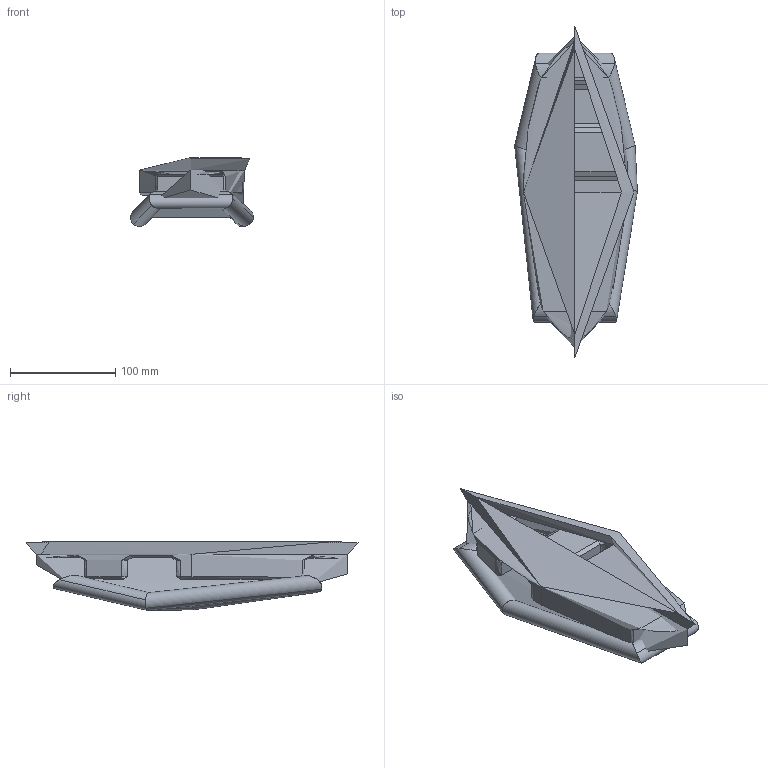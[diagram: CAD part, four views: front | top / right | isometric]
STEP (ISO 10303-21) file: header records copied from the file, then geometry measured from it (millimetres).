
FILE_DESCRIPTION(('FreeCAD Model'),'2;1');
FILE_NAME('Open CASCADE Shape Model','2025-05-05T10:51:48',('FreeCAD'),( 'FreeCAD'),'Open CASCADE STEP processor 7.6','FreeCAD','Unknown');
FILE_SCHEMA(('AUTOMOTIVE_DESIGN { 1 0 10303 214 1 1 1 1 }'));
Length unit declared in the file: millimetre
Products named in the file (1): Open CASCADE STEP translator 7.6 1
Bounding box: 116.45 x 314.9 x 65.41 mm (x, y, z)
Volume: 930926.3 mm3; surface area: 171855.4 mm2
Topology: 8 solids, 8 shells, 93 faces, 194 edges, 113 vertices
Faces by surface type: bspline 93
Entity records: 20520 total; most frequent: CARTESIAN_POINT 19361, ORIENTED_EDGE 380, EDGE_CURVE 190, B_SPLINE_CURVE_WITH_KNOTS 138, VERTEX_POINT 113, ADVANCED_FACE 93, FACE_BOUND 93, EDGE_LOOP 93
